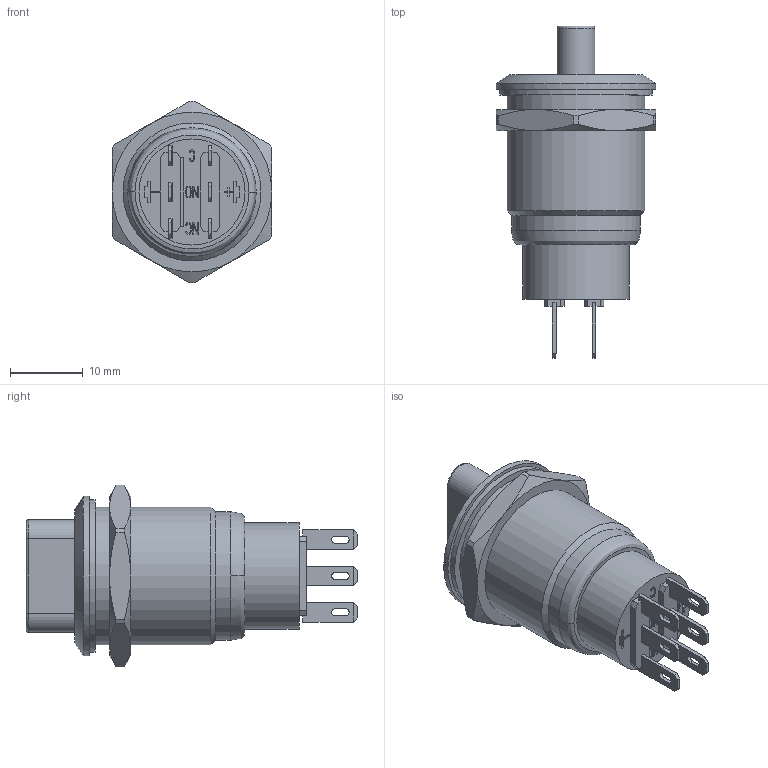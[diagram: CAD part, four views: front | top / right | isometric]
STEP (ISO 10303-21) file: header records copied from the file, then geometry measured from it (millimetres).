
FILE_DESCRIPTION(('STEP AP203'), '1');
FILE_NAME('MT67-BD531', '2024-09-23T15:07:38', (''), (''), 'C3D Converter', 'C3D Toolkit', '');
FILE_SCHEMA(('CONFIG_CONTROL_DESIGN'));
Length unit declared in the file: millimetre
Bounding box: 22 x 45.7 x 25.05 mm (x, y, z)
Volume: 8851.3 mm3; surface area: 3311.3 mm2
Topology: 1 solids, 1 shells, 349 faces, 929 edges, 604 vertices
Faces by surface type: plane 300, cylinder 31, cone 14, bspline 2, torus 2
Full cylindrical faces by diameter (mm): 2 x1, 14.6 x1, 15.5 x1, 16 x1, 17.7 x1, 19 x2, 21 x1, 22 x1
Entity records: 14556 total; most frequent: CARTESIAN_POINT 3058, ORIENTED_EDGE 1836, DIRECTION 1668, EDGE_CURVE 918, LINE 806, VECTOR 806, VERTEX_POINT 604, AXIS2_PLACEMENT_3D 431
